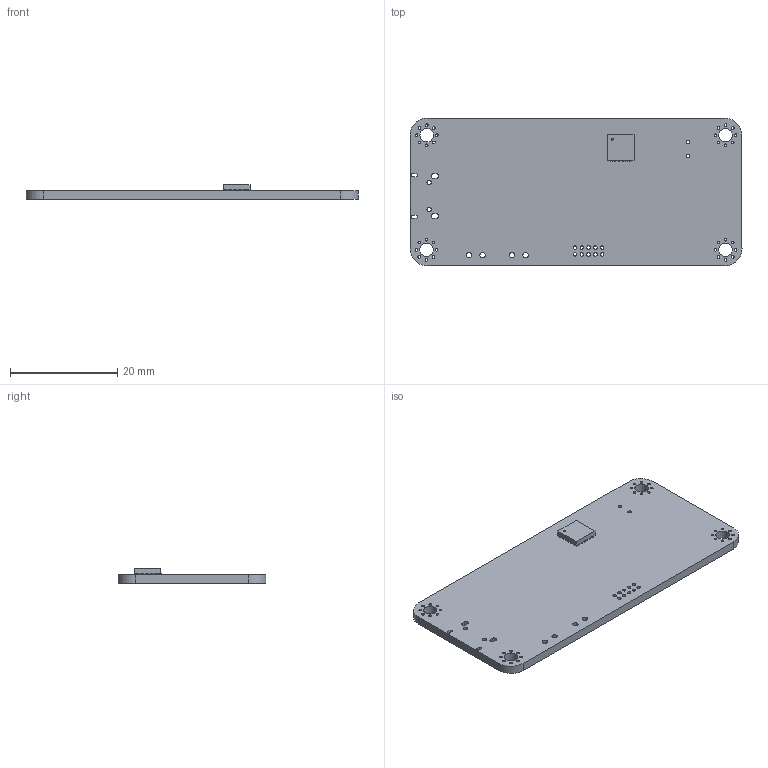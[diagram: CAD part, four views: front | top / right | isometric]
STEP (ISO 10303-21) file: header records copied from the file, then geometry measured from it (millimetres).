
FILE_DESCRIPTION(('KiCad electronic assembly'),'2;1');
FILE_NAME('Audio_Processing_HW_V1.0.step','2022-07-26T02:10:04',( 'Pcbnew'),('Kicad'),'Open CASCADE STEP processor 7.6', 'KiCad to STEP converter','Unknown');
FILE_SCHEMA(('AUTOMOTIVE_DESIGN { 1 0 10303 214 1 1 1 1 }'));
Length unit declared in the file: millimetre
Products named in the file (4): Audio_Processing_HW_V1.0 1; Microchip_DRQFN-44-1EP_5x5mm_P0.7mm_EP2.65x2.65mm; SOLID; Audio_Processing_HW_V1.0 PCB
Assembly tree (3 placements, depth 3):
  Audio_Processing_HW_V1.0 1
    Microchip_DRQFN-44-1EP_5x5mm_P0.7mm_EP2.65x2.65mm
      SOLID
    Audio_Processing_HW_V1.0 PCB
Bounding box: 61.82 x 27.54 x 2.77 mm (x, y, z)
Volume: 2713.9 mm3; surface area: 3886 mm2
Topology: 2 solids, 2 shells, 232 faces, 681 edges, 454 vertices
Faces by surface type: bspline 152, cylinder 66, plane 14
Full cylindrical faces by diameter (mm): 0.5 x32, 0.65 x12, 0.8 x2, 1 x4, 2.5 x4
Entity records: 17003 total; most frequent: CARTESIAN_POINT 5364, ORIENTED_EDGE 1362, PCURVE 1362, DEFINITIONAL_REPRESENTATION 1362, B_SPLINE_CURVE_WITH_KNOTS 1337, DIRECTION 870, EDGE_CURVE 681, SURFACE_CURVE 626
